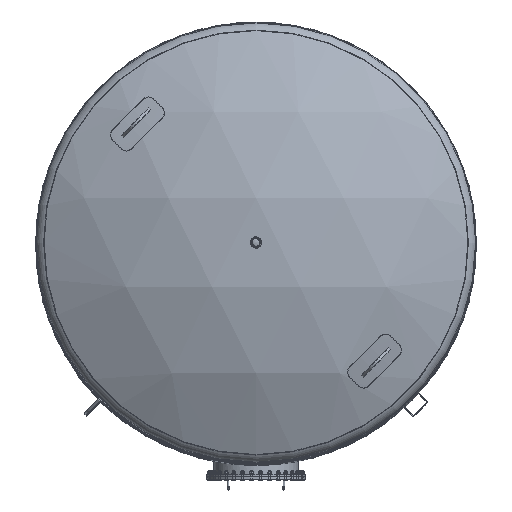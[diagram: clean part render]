
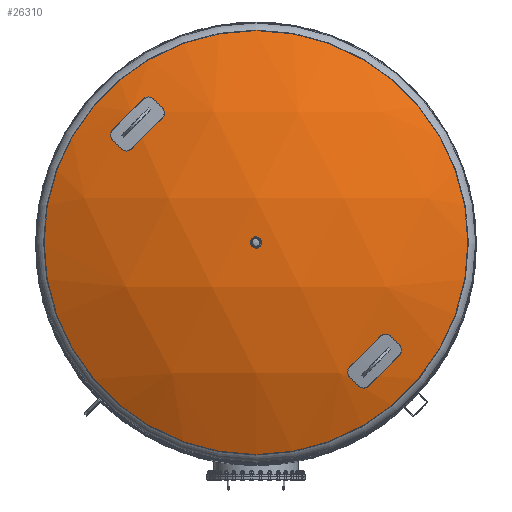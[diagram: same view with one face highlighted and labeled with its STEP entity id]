
A CAD part, top view. The second image highlights one B-rep face of the part: STEP entity #26310.
In plain terms, the highlighted spherical face has radius 3207 mm.
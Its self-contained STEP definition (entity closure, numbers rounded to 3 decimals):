
#2603=CIRCLE('',#28116,1540.95);
#2604=CIRCLE('',#28117,1540.95);
#3969=SPHERICAL_SURFACE('',#28119,3207.);
#4023=FACE_OUTER_BOUND('',#5638,.T.);
#5638=EDGE_LOOP('',(#17021,#17022));
#10671=VERTEX_POINT('',#39182);
#10672=VERTEX_POINT('',#39183);
#13181=EDGE_CURVE('',#10671,#10672,#2603,.T.);
#13182=EDGE_CURVE('',#10672,#10671,#2604,.T.);
#17021=ORIENTED_EDGE('',*,*,#13181,.T.);
#17022=ORIENTED_EDGE('',*,*,#13182,.T.);
#26310=ADVANCED_FACE('',(#4023),#3969,.T.);
#28116=AXIS2_PLACEMENT_3D('',#39184,#31226,#31227);
#28117=AXIS2_PLACEMENT_3D('',#39185,#31228,#31229);
#28119=AXIS2_PLACEMENT_3D('',#39187,#31232,#31233);
#31226=DIRECTION('center_axis',(0.,0.,
1.));
#31227=DIRECTION('ref_axis',(1.,0.,0.));
#31228=DIRECTION('center_axis',(0.,0.,
1.));
#31229=DIRECTION('ref_axis',(1.,0.,0.));
#31232=DIRECTION('center_axis',(0.,1.,0.));
#31233=DIRECTION('ref_axis',(1.,0.,0.));
#39182=CARTESIAN_POINT('',(1540.95,0.,11304.375));
#39183=CARTESIAN_POINT('',(0.,1540.95,11304.375));
#39184=CARTESIAN_POINT('Origin',(0.,0.,
11304.375));
#39185=CARTESIAN_POINT('Origin',(0.,0.,
11304.375));
#39187=CARTESIAN_POINT('Origin',(0.,0.,
8491.845));
